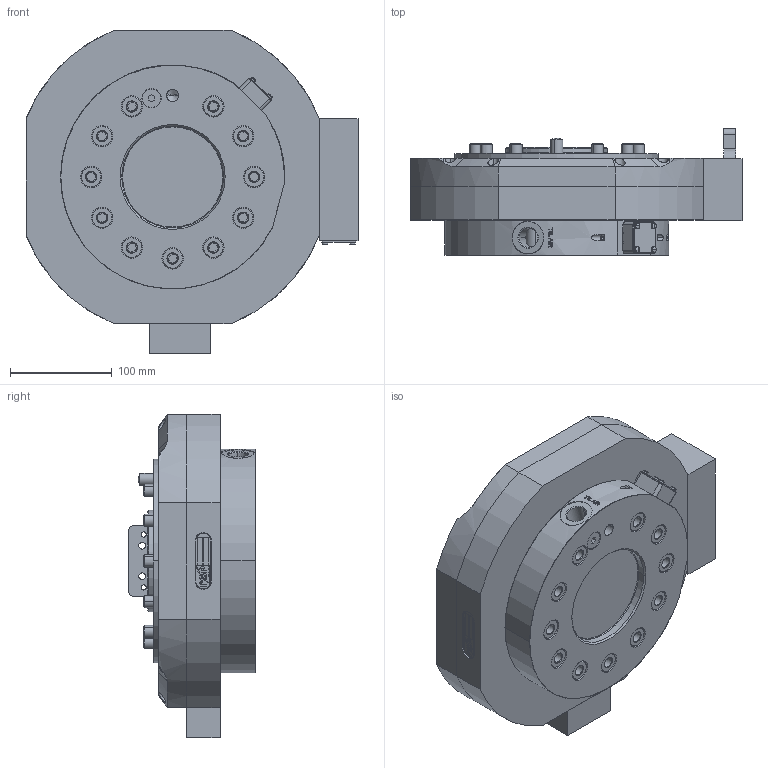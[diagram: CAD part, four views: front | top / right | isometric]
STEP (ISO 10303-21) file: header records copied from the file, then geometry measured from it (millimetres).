
FILE_DESCRIPTION (( 'STEP AP203' ), '1' );
FILE_NAME ('P0636.STEP', '2018-11-26T15:02:04', ( '' ), ( '' ), 'SwSTEP 2.0', 'SolidWorks 2017', '' );
FILE_SCHEMA (( 'CONFIG_CONTROL_DESIGN' ));
Products named in the file (1): P0636
Bounding box: 326 x 124.7 x 317.5 mm (x, y, z)
Volume: 5915815.5 mm3; surface area: 800635.5 mm2
Topology: 66 solids, 70 shells, 2335 faces, 5502 edges, 3502 vertices
Faces by surface type: plane 1011, cylinder 581, cone 346, bspline 321, torus 56, sphere 20
Entity records: 84905 total; most frequent: CARTESIAN_POINT 32222, ORIENTED_EDGE 10896, DIRECTION 10409, EDGE_CURVE 5448, AXIS2_PLACEMENT_3D 3666, VERTEX_POINT 3502, VECTOR 3077, LINE 3077
